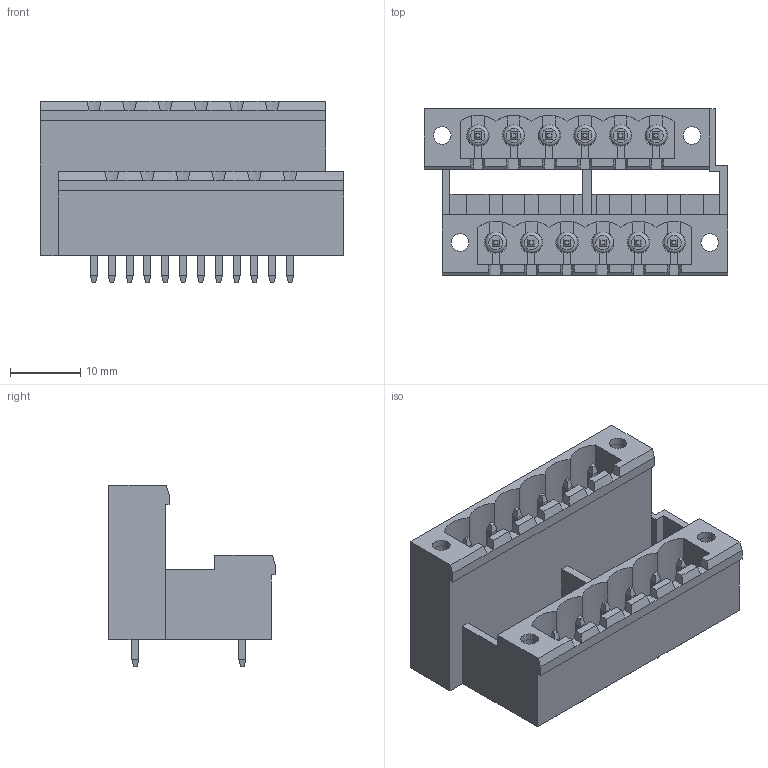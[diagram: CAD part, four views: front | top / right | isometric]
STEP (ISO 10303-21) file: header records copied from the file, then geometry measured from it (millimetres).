
FILE_DESCRIPTION( ( 'Unknown' ), '1' );
FILE_NAME( '691337500012.stp', 'Unknown', ( 'Unknown' ), ( 'Unknown' ), 'PSStep 18.0.17', 'Unknown', ' ' );
FILE_SCHEMA( ( 'AUTOMOTIVE_DESIGN { 1 0 10303 214 1 1 1 1 }' ) );
Length unit declared in the file: millimetre
Products named in the file (5): Assem1; 6913375000xx_PIN Longue; 6913375000xx_PIN Courte; 6913375000xx_INSERT; 691337500012
Assembly tree (17 placements, depth 2):
  Assem1
    6913375000xx_PIN Longue  x6
    6913375000xx_PIN Courte  x6
    6913375000xx_INSERT  x4
    691337500012
Bounding box: 43.18 x 23.7 x 25.9 mm (x, y, z)
Volume: 6222.3 mm3; surface area: 12469.4 mm2
Topology: 17 solids, 17 shells, 740 faces, 1985 edges, 1281 vertices
Faces by surface type: plane 660, cylinder 60, torus 20
Full cylindrical faces by diameter (mm): 1.45 x4, 2.5 x8, 2.997 x6, 3 x6
Entity records: 23021 total; most frequent: CARTESIAN_POINT 3477, ORIENTED_EDGE 3162, DIRECTION 2891, EDGE_CURVE 1581, LINE 1417, VECTOR 1417, VERTEX_POINT 1059, AXIS2_PLACEMENT_3D 737
